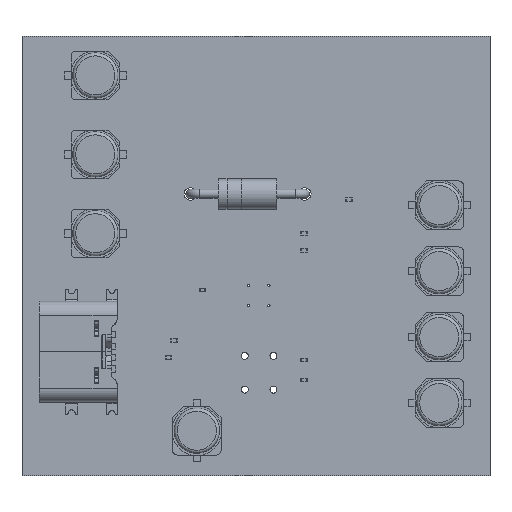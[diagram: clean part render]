
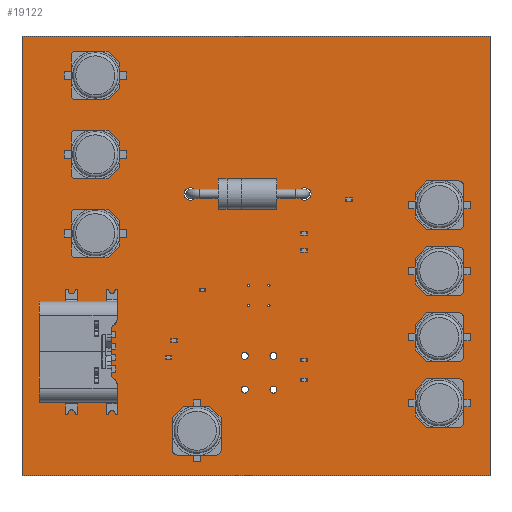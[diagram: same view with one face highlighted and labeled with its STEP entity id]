
A CAD part, top view. The second image highlights one B-rep face of the part: STEP entity #19122.
In plain terms, the highlighted planar face has unit normal (0, 0, 1).
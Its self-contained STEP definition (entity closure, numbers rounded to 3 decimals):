
#18900 = VERTEX_POINT('',#18901);
#18901 = CARTESIAN_POINT('',(100.,-114.5,1.51));
#18907 = EDGE_CURVE('',#18900,#18908,#18910,.T.);
#18908 = VERTEX_POINT('',#18909);
#18909 = CARTESIAN_POINT('',(58.5,-114.5,1.51));
#18910 = LINE('',#18911,#18912);
#18911 = CARTESIAN_POINT('',(100.,-114.5,1.51));
#18912 = VECTOR('',#18913,1.);
#18913 = DIRECTION('',(-1.,0.,0.));
#18940 = VERTEX_POINT('',#18941);
#18941 = CARTESIAN_POINT('',(100.,-75.5,1.51));
#18947 = EDGE_CURVE('',#18940,#18900,#18948,.T.);
#18948 = LINE('',#18949,#18950);
#18949 = CARTESIAN_POINT('',(100.,-75.5,1.51));
#18950 = VECTOR('',#18951,1.);
#18951 = DIRECTION('',(0.,-1.,0.));
#18969 = EDGE_CURVE('',#18908,#18970,#18972,.T.);
#18970 = VERTEX_POINT('',#18971);
#18971 = CARTESIAN_POINT('',(58.5,-75.5,1.51));
#18972 = LINE('',#18973,#18974);
#18973 = CARTESIAN_POINT('',(58.5,-114.5,1.51));
#18974 = VECTOR('',#18975,1.);
#18975 = DIRECTION('',(0.,1.,0.));
#19122 = ADVANCED_FACE('',(#19123,#19134,#19145,#19156,#19167,#19178,
    #19189,#19200,#19211,#19222,#19233),#19244,.T.);
#19123 = FACE_BOUND('',#19124,.T.);
#19124 = EDGE_LOOP('',(#19125,#19126,#19127,#19133));
#19125 = ORIENTED_EDGE('',*,*,#18907,.F.);
#19126 = ORIENTED_EDGE('',*,*,#18947,.F.);
#19127 = ORIENTED_EDGE('',*,*,#19128,.F.);
#19128 = EDGE_CURVE('',#18970,#18940,#19129,.T.);
#19129 = LINE('',#19130,#19131);
#19130 = CARTESIAN_POINT('',(58.5,-75.5,1.51));
#19131 = VECTOR('',#19132,1.);
#19132 = DIRECTION('',(1.,0.,0.));
#19133 = ORIENTED_EDGE('',*,*,#18969,.F.);
#19134 = FACE_BOUND('',#19135,.T.);
#19135 = EDGE_LOOP('',(#19136));
#19136 = ORIENTED_EDGE('',*,*,#19137,.T.);
#19137 = EDGE_CURVE('',#19138,#19138,#19140,.T.);
#19138 = VERTEX_POINT('',#19139);
#19139 = CARTESIAN_POINT('',(78.25,-107.16,1.51));
#19140 = CIRCLE('',#19141,0.31);
#19141 = AXIS2_PLACEMENT_3D('',#19142,#19143,#19144);
#19142 = CARTESIAN_POINT('',(78.25,-106.85,1.51));
#19143 = DIRECTION('',(-0.,0.,-1.));
#19144 = DIRECTION('',(-0.,-1.,0.));
#19145 = FACE_BOUND('',#19146,.T.);
#19146 = EDGE_LOOP('',(#19147));
#19147 = ORIENTED_EDGE('',*,*,#19148,.T.);
#19148 = EDGE_CURVE('',#19149,#19149,#19151,.T.);
#19149 = VERTEX_POINT('',#19150);
#19150 = CARTESIAN_POINT('',(78.25,-104.16,1.51));
#19151 = CIRCLE('',#19152,0.31);
#19152 = AXIS2_PLACEMENT_3D('',#19153,#19154,#19155);
#19153 = CARTESIAN_POINT('',(78.25,-103.85,1.51));
#19154 = DIRECTION('',(-0.,0.,-1.));
#19155 = DIRECTION('',(-0.,-1.,0.));
#19156 = FACE_BOUND('',#19157,.T.);
#19157 = EDGE_LOOP('',(#19158));
#19158 = ORIENTED_EDGE('',*,*,#19159,.T.);
#19159 = EDGE_CURVE('',#19160,#19160,#19162,.T.);
#19160 = VERTEX_POINT('',#19161);
#19161 = CARTESIAN_POINT('',(80.8,-107.16,1.51));
#19162 = CIRCLE('',#19163,0.31);
#19163 = AXIS2_PLACEMENT_3D('',#19164,#19165,#19166);
#19164 = CARTESIAN_POINT('',(80.8,-106.85,1.51));
#19165 = DIRECTION('',(-0.,0.,-1.));
#19166 = DIRECTION('',(-0.,-1.,0.));
#19167 = FACE_BOUND('',#19168,.T.);
#19168 = EDGE_LOOP('',(#19169));
#19169 = ORIENTED_EDGE('',*,*,#19170,.T.);
#19170 = EDGE_CURVE('',#19171,#19171,#19173,.T.);
#19171 = VERTEX_POINT('',#19172);
#19172 = CARTESIAN_POINT('',(80.8,-104.16,1.51));
#19173 = CIRCLE('',#19174,0.31);
#19174 = AXIS2_PLACEMENT_3D('',#19175,#19176,#19177);
#19175 = CARTESIAN_POINT('',(80.8,-103.85,1.51));
#19176 = DIRECTION('',(-0.,0.,-1.));
#19177 = DIRECTION('',(-0.,-1.,0.));
#19178 = FACE_BOUND('',#19179,.T.);
#19179 = EDGE_LOOP('',(#19180));
#19180 = ORIENTED_EDGE('',*,*,#19181,.T.);
#19181 = EDGE_CURVE('',#19182,#19182,#19184,.T.);
#19182 = VERTEX_POINT('',#19183);
#19183 = CARTESIAN_POINT('',(78.6,-99.5,1.51));
#19184 = CIRCLE('',#19185,0.1);
#19185 = AXIS2_PLACEMENT_3D('',#19186,#19187,#19188);
#19186 = CARTESIAN_POINT('',(78.6,-99.4,1.51));
#19187 = DIRECTION('',(-0.,0.,-1.));
#19188 = DIRECTION('',(-0.,-1.,0.));
#19189 = FACE_BOUND('',#19190,.T.);
#19190 = EDGE_LOOP('',(#19191));
#19191 = ORIENTED_EDGE('',*,*,#19192,.T.);
#19192 = EDGE_CURVE('',#19193,#19193,#19195,.T.);
#19193 = VERTEX_POINT('',#19194);
#19194 = CARTESIAN_POINT('',(80.4,-99.5,1.51));
#19195 = CIRCLE('',#19196,0.1);
#19196 = AXIS2_PLACEMENT_3D('',#19197,#19198,#19199);
#19197 = CARTESIAN_POINT('',(80.4,-99.4,1.51));
#19198 = DIRECTION('',(-0.,0.,-1.));
#19199 = DIRECTION('',(-0.,-1.,0.));
#19200 = FACE_BOUND('',#19201,.T.);
#19201 = EDGE_LOOP('',(#19202));
#19202 = ORIENTED_EDGE('',*,*,#19203,.T.);
#19203 = EDGE_CURVE('',#19204,#19204,#19206,.T.);
#19204 = VERTEX_POINT('',#19205);
#19205 = CARTESIAN_POINT('',(73.42,-90.05,1.51));
#19206 = CIRCLE('',#19207,0.55);
#19207 = AXIS2_PLACEMENT_3D('',#19208,#19209,#19210);
#19208 = CARTESIAN_POINT('',(73.42,-89.5,1.51));
#19209 = DIRECTION('',(-0.,0.,-1.));
#19210 = DIRECTION('',(-0.,-1.,0.));
#19211 = FACE_BOUND('',#19212,.T.);
#19212 = EDGE_LOOP('',(#19213));
#19213 = ORIENTED_EDGE('',*,*,#19214,.T.);
#19214 = EDGE_CURVE('',#19215,#19215,#19217,.T.);
#19215 = VERTEX_POINT('',#19216);
#19216 = CARTESIAN_POINT('',(78.6,-97.7,1.51));
#19217 = CIRCLE('',#19218,0.1);
#19218 = AXIS2_PLACEMENT_3D('',#19219,#19220,#19221);
#19219 = CARTESIAN_POINT('',(78.6,-97.6,1.51));
#19220 = DIRECTION('',(-0.,0.,-1.));
#19221 = DIRECTION('',(-0.,-1.,0.));
#19222 = FACE_BOUND('',#19223,.T.);
#19223 = EDGE_LOOP('',(#19224));
#19224 = ORIENTED_EDGE('',*,*,#19225,.T.);
#19225 = EDGE_CURVE('',#19226,#19226,#19228,.T.);
#19226 = VERTEX_POINT('',#19227);
#19227 = CARTESIAN_POINT('',(80.4,-97.7,1.51));
#19228 = CIRCLE('',#19229,0.1);
#19229 = AXIS2_PLACEMENT_3D('',#19230,#19231,#19232);
#19230 = CARTESIAN_POINT('',(80.4,-97.6,1.51));
#19231 = DIRECTION('',(-0.,0.,-1.));
#19232 = DIRECTION('',(-0.,-1.,0.));
#19233 = FACE_BOUND('',#19234,.T.);
#19234 = EDGE_LOOP('',(#19235));
#19235 = ORIENTED_EDGE('',*,*,#19236,.T.);
#19236 = EDGE_CURVE('',#19237,#19237,#19239,.T.);
#19237 = VERTEX_POINT('',#19238);
#19238 = CARTESIAN_POINT('',(83.58,-90.05,1.51));
#19239 = CIRCLE('',#19240,0.55);
#19240 = AXIS2_PLACEMENT_3D('',#19241,#19242,#19243);
#19241 = CARTESIAN_POINT('',(83.58,-89.5,1.51));
#19242 = DIRECTION('',(-0.,0.,-1.));
#19243 = DIRECTION('',(-0.,-1.,0.));
#19244 = PLANE('',#19245);
#19245 = AXIS2_PLACEMENT_3D('',#19246,#19247,#19248);
#19246 = CARTESIAN_POINT('',(0.,0.,1.51));
#19247 = DIRECTION('',(0.,0.,1.));
#19248 = DIRECTION('',(1.,0.,-0.));
